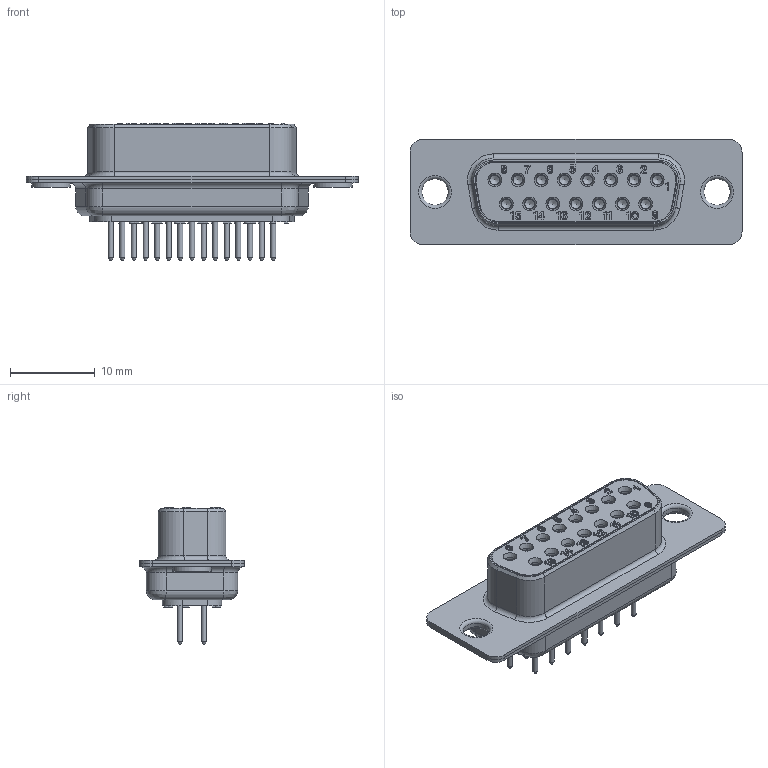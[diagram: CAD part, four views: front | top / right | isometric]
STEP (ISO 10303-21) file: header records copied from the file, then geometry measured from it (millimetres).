
FILE_DESCRIPTION(/* description */ ('I15S'),/* implementation_level */ '2;1');
FILE_NAME(/* name */ 'K062463.stp',/* time_stamp */ '2017-05-02T15:37:19+02:00',/* author */ ('M. Rickli'),/* organization */ (''),/* preprocessor_version */ 'ST-DEVELOPER v15.6',/* originating_system */ 'Autodesk Inventor 2015',/* authorisation */ '');
FILE_SCHEMA (('AUTOMOTIVE_DESIGN { 1 0 10303 214 3 1 1 }'));
Length unit declared in the file: millimetre
Products named in the file (5): N00404_BG; R+B00895_BG; R+B00153_BG; R+B00144_BG; K062463
Assembly tree (18 placements, depth 2):
  K062463
    N00404_BG
    R+B00895_BG  x15
    R+B00153_BG
    R+B00144_BG
Bounding box: 39.2 x 12.4 x 16.25 mm (x, y, z)
Volume: 2310.4 mm3; surface area: 6073.4 mm2
Topology: 18 solids, 18 shells, 1195 faces, 2767 edges, 1762 vertices
Faces by surface type: plane 634, cylinder 299, cone 124, bspline 84, torus 54
Full cylindrical faces by diameter (mm): 0.242 x2, 0.281 x2, 0.6 x15, 1.6 x45, 1.7 x15, 1.92 x15, 1.96 x45, 2.23 x15, 2.3 x15, 3.1 x2, 3.9 x2, 4.06 x2, 4.6 x2
Entity records: 25474 total; most frequent: CARTESIAN_POINT 9290, DIRECTION 3206, ORIENTED_EDGE 3196, EDGE_CURVE 1598, LINE 1114, VECTOR 1114, VERTEX_POINT 1088, AXIS2_PLACEMENT_3D 1046
